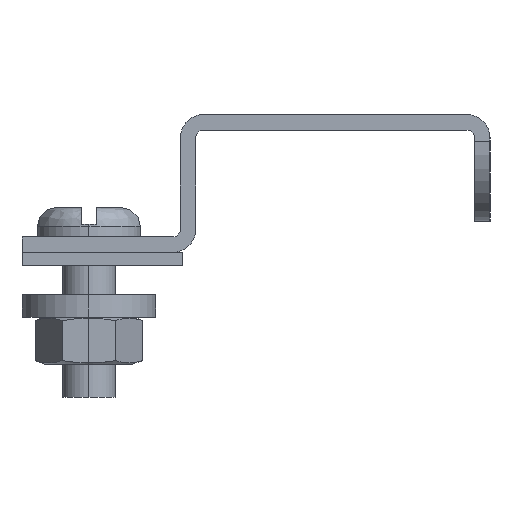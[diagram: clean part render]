
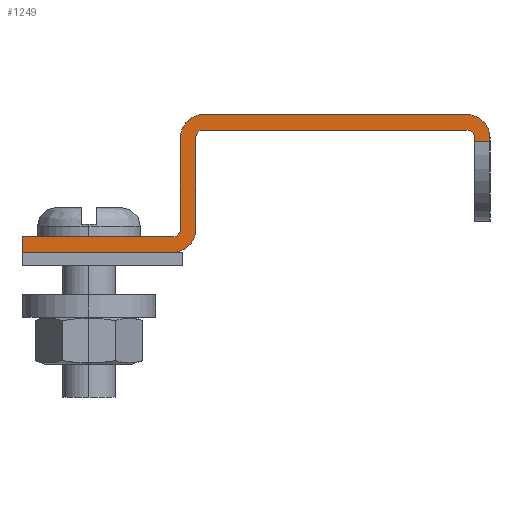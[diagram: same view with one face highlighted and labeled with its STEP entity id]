
A CAD part, left-side view. The second image highlights one B-rep face of the part: STEP entity #1249.
In plain terms, the highlighted planar face has unit normal (-1, 0, 0).
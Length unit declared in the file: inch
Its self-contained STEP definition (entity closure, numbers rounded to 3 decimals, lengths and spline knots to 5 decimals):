
#15 = DIRECTION ( 'NONE',  ( 0., 0., 1. ) ) ;
#48 = DIRECTION ( 'NONE',  ( 0., 0., 1. ) ) ;
#70 = CARTESIAN_POINT ( 'NONE',  ( -17.5, 0.3535, 0.464 ) ) ;
#109 = CARTESIAN_POINT ( 'NONE',  ( -17.5, 0.2455, 0.464 ) ) ;
#111 = LINE ( 'NONE', #2035, #2152 ) ;
#119 = VECTOR ( 'NONE', #1086, 39.37008 ) ;
#135 = CARTESIAN_POINT ( 'NONE',  ( -17.5, 0.3895, 0. ) ) ;
#156 = DIRECTION ( 'NONE',  ( 0., 0., -1. ) ) ;
#204 = CARTESIAN_POINT ( 'NONE',  ( -17.5, -1.094, 0.5095 ) ) ;
#214 = LINE ( 'NONE', #1225, #2082 ) ;
#217 = CARTESIAN_POINT ( 'NONE',  ( -17.5, -0.986, 0.464 ) ) ;
#224 = LINE ( 'NONE', #1931, #2232 ) ;
#242 = DIRECTION ( 'NONE',  ( -1., 0., 0. ) ) ;
#338 = FACE_OUTER_BOUND ( 'NONE', #834, .T. ) ;
#343 = LINE ( 'NONE', #1150, #2510 ) ;
#350 = VERTEX_POINT ( 'NONE', #2343 ) ;
#364 = EDGE_CURVE ( 'NONE', #2159, #1835, #414, .T. ) ;
#388 = DIRECTION ( 'NONE',  ( 0., 0., -1. ) ) ;
#389 = CARTESIAN_POINT ( 'NONE',  ( -17.5, -0.986, 0.5 ) ) ;
#414 = CIRCLE ( 'NONE', #2014, 0.108 ) ;
#450 = ORIENTED_EDGE ( 'NONE', *, *, #696, .T. ) ;
#465 = CIRCLE ( 'NONE', #2255, 0.036 ) ;
#507 = DIRECTION ( 'NONE',  ( 0., 0., -1. ) ) ;
#549 = VERTEX_POINT ( 'NONE', #2244 ) ;
#578 = DIRECTION ( 'NONE',  ( 0., -1., 0. ) ) ;
#589 = VECTOR ( 'NONE', #808, 39.37008 ) ;
#598 = DIRECTION ( 'NONE',  ( 0., 0., -1. ) ) ;
#601 = LINE ( 'NONE', #876, #119 ) ;
#603 = DIRECTION ( 'NONE',  ( 1., 0., 0. ) ) ;
#610 = ORIENTED_EDGE ( 'NONE', *, *, #1512, .T. ) ;
#630 = VERTEX_POINT ( 'NONE', #2092 ) ;
#634 = ORIENTED_EDGE ( 'NONE', *, *, #1059, .F. ) ;
#636 = EDGE_CURVE ( 'NONE', #2081, #657, #601, .T. ) ;
#642 = DIRECTION ( 'NONE',  ( 0., 0., -1. ) ) ;
#657 = VERTEX_POINT ( 'NONE', #1486 ) ;
#661 = ORIENTED_EDGE ( 'NONE', *, *, #681, .T. ) ;
#675 = CARTESIAN_POINT ( 'NONE',  ( -17.5, 0.2815, 0.464 ) ) ;
#681 = EDGE_CURVE ( 'NONE', #657, #2136, #1319, .T. ) ;
#691 = ORIENTED_EDGE ( 'NONE', *, *, #1675, .T. ) ;
#694 = VERTEX_POINT ( 'NONE', #135 ) ;
#696 = EDGE_CURVE ( 'NONE', #549, #694, #714, .T. ) ;
#698 = EDGE_CURVE ( 'NONE', #694, #350, #1099, .T. ) ;
#714 = CIRCLE ( 'NONE', #1428, 0.036 ) ;
#728 = AXIS2_PLACEMENT_3D ( 'NONE', #992, #2385, #388 ) ;
#747 = CARTESIAN_POINT ( 'NONE',  ( -17.5, 0.3895, 0.036 ) ) ;
#792 = EDGE_CURVE ( 'NONE', #630, #2159, #343, .T. ) ;
#804 = CARTESIAN_POINT ( 'NONE',  ( -17.5, -0.986, 0.464 ) ) ;
#806 = CARTESIAN_POINT ( 'NONE',  ( -17.5, -1.022, 0.464 ) ) ;
#808 = DIRECTION ( 'NONE',  ( 0., -1., 0. ) ) ;
#819 = PLANE ( 'NONE',  #1483 ) ;
#834 = EDGE_LOOP ( 'NONE', ( #634, #1178, #2378, #1843, #1433, #450, #886, #2485, #1157, #2291, #1856, #610, #2392, #691, #1311, #661 ) ) ;
#868 = VERTEX_POINT ( 'NONE', #675 ) ;
#876 = CARTESIAN_POINT ( 'NONE',  ( -17.5, -1.022, 0.5095 ) ) ;
#886 = ORIENTED_EDGE ( 'NONE', *, *, #698, .T. ) ;
#941 = DIRECTION ( 'NONE',  ( 1., 0., 0. ) ) ;
#942 = EDGE_CURVE ( 'NONE', #1292, #549, #224, .T. ) ;
#949 = CIRCLE ( 'NONE', #1371, 0.108 ) ;
#992 = CARTESIAN_POINT ( 'NONE',  ( -17.5, 0.2455, 0.464 ) ) ;
#1019 = CARTESIAN_POINT ( 'NONE',  ( -17.5, 0.2455, 0.5 ) ) ;
#1023 = CARTESIAN_POINT ( 'NONE',  ( -17.5, -1.094, 0.447 ) ) ;
#1055 = DIRECTION ( 'NONE',  ( 0., 1., 0. ) ) ;
#1059 = EDGE_CURVE ( 'NONE', #1915, #2136, #1944, .T. ) ;
#1086 = DIRECTION ( 'NONE',  ( 0., 0., -1. ) ) ;
#1089 = LINE ( 'NONE', #1444, #589 ) ;
#1099 = LINE ( 'NONE', #2351, #2165 ) ;
#1124 = EDGE_CURVE ( 'NONE', #1915, #1638, #949, .T. ) ;
#1143 = DIRECTION ( 'NONE',  ( 0., 1., 0. ) ) ;
#1150 = CARTESIAN_POINT ( 'NONE',  ( -17.5, 1.094, -0.072 ) ) ;
#1157 = ORIENTED_EDGE ( 'NONE', *, *, #792, .T. ) ;
#1172 = DIRECTION ( 'NONE',  ( 0., -1., 0. ) ) ;
#1178 = ORIENTED_EDGE ( 'NONE', *, *, #1124, .T. ) ;
#1188 = CARTESIAN_POINT ( 'NONE',  ( -17.5, -1.094, 0.464 ) ) ;
#1220 = CARTESIAN_POINT ( 'NONE',  ( -17.5, 1.094, 0.5 ) ) ;
#1225 = CARTESIAN_POINT ( 'NONE',  ( -17.5, 1.094, 0.5 ) ) ;
#1228 = VECTOR ( 'NONE', #15, 39.37008 ) ;
#1249 = ADVANCED_FACE ( 'NONE', ( #338 ), #819, .T. ) ;
#1292 = VERTEX_POINT ( 'NONE', #70 ) ;
#1311 = ORIENTED_EDGE ( 'NONE', *, *, #636, .T. ) ;
#1319 = LINE ( 'NONE', #1676, #1664 ) ;
#1371 = AXIS2_PLACEMENT_3D ( 'NONE', #804, #1768, #598 ) ;
#1427 = CARTESIAN_POINT ( 'NONE',  ( -17.5, 0.3895, -0.072 ) ) ;
#1428 = AXIS2_PLACEMENT_3D ( 'NONE', #747, #941, #2128 ) ;
#1432 = VERTEX_POINT ( 'NONE', #2075 ) ;
#1433 = ORIENTED_EDGE ( 'NONE', *, *, #942, .T. ) ;
#1444 = CARTESIAN_POINT ( 'NONE',  ( -17.5, -1.094, 0.5 ) ) ;
#1473 = VECTOR ( 'NONE', #2564, 39.37008 ) ;
#1483 = AXIS2_PLACEMENT_3D ( 'NONE', #1220, #242, #48 ) ;
#1486 = CARTESIAN_POINT ( 'NONE',  ( -17.5, -1.022, 0.447 ) ) ;
#1512 = EDGE_CURVE ( 'NONE', #868, #2130, #2543, .T. ) ;
#1585 = AXIS2_PLACEMENT_3D ( 'NONE', #109, #1677, #507 ) ;
#1614 = CARTESIAN_POINT ( 'NONE',  ( -17.5, 0.3895, 0.036 ) ) ;
#1638 = VERTEX_POINT ( 'NONE', #2526 ) ;
#1664 = VECTOR ( 'NONE', #2304, 39.37008 ) ;
#1675 = EDGE_CURVE ( 'NONE', #1879, #2081, #465, .T. ) ;
#1676 = CARTESIAN_POINT ( 'NONE',  ( -17.5, 1.094, 0.447 ) ) ;
#1677 = DIRECTION ( 'NONE',  ( 1., 0., 0. ) ) ;
#1680 = LINE ( 'NONE', #2220, #1228 ) ;
#1768 = DIRECTION ( 'NONE',  ( -1., 0., 0. ) ) ;
#1835 = VERTEX_POINT ( 'NONE', #2539 ) ;
#1843 = ORIENTED_EDGE ( 'NONE', *, *, #2250, .T. ) ;
#1856 = ORIENTED_EDGE ( 'NONE', *, *, #2055, .T. ) ;
#1879 = VERTEX_POINT ( 'NONE', #389 ) ;
#1915 = VERTEX_POINT ( 'NONE', #1188 ) ;
#1931 = CARTESIAN_POINT ( 'NONE',  ( -17.5, 0.3535, 0.5 ) ) ;
#1944 = LINE ( 'NONE', #204, #1473 ) ;
#2014 = AXIS2_PLACEMENT_3D ( 'NONE', #1614, #2020, #1172 ) ;
#2020 = DIRECTION ( 'NONE',  ( -1., 0., 0. ) ) ;
#2035 = CARTESIAN_POINT ( 'NONE',  ( -17.5, 1.094, 0.572 ) ) ;
#2055 = EDGE_CURVE ( 'NONE', #1835, #868, #1680, .T. ) ;
#2075 = CARTESIAN_POINT ( 'NONE',  ( -17.5, 0.2455, 0.572 ) ) ;
#2081 = VERTEX_POINT ( 'NONE', #806 ) ;
#2082 = VECTOR ( 'NONE', #642, 39.37008 ) ;
#2092 = CARTESIAN_POINT ( 'NONE',  ( -17.5, 1.094, -0.072 ) ) ;
#2124 = EDGE_CURVE ( 'NONE', #350, #630, #214, .T. ) ;
#2128 = DIRECTION ( 'NONE',  ( 0., -1., 0. ) ) ;
#2130 = VERTEX_POINT ( 'NONE', #1019 ) ;
#2136 = VERTEX_POINT ( 'NONE', #1023 ) ;
#2152 = VECTOR ( 'NONE', #1055, 39.37008 ) ;
#2159 = VERTEX_POINT ( 'NONE', #1427 ) ;
#2165 = VECTOR ( 'NONE', #1143, 39.37008 ) ;
#2220 = CARTESIAN_POINT ( 'NONE',  ( -17.5, 0.2815, 0.5 ) ) ;
#2232 = VECTOR ( 'NONE', #156, 39.37008 ) ;
#2244 = CARTESIAN_POINT ( 'NONE',  ( -17.5, 0.3535, 0.036 ) ) ;
#2250 = EDGE_CURVE ( 'NONE', #1432, #1292, #2380, .T. ) ;
#2255 = AXIS2_PLACEMENT_3D ( 'NONE', #217, #603, #2569 ) ;
#2291 = ORIENTED_EDGE ( 'NONE', *, *, #364, .T. ) ;
#2304 = DIRECTION ( 'NONE',  ( 0., -1., 0. ) ) ;
#2337 = EDGE_CURVE ( 'NONE', #1638, #1432, #111, .T. ) ;
#2343 = CARTESIAN_POINT ( 'NONE',  ( -17.5, 1.094, 0. ) ) ;
#2351 = CARTESIAN_POINT ( 'NONE',  ( -17.5, 1.094, 0. ) ) ;
#2361 = EDGE_CURVE ( 'NONE', #2130, #1879, #1089, .T. ) ;
#2378 = ORIENTED_EDGE ( 'NONE', *, *, #2337, .T. ) ;
#2380 = CIRCLE ( 'NONE', #728, 0.108 ) ;
#2385 = DIRECTION ( 'NONE',  ( -1., 0., 0. ) ) ;
#2392 = ORIENTED_EDGE ( 'NONE', *, *, #2361, .T. ) ;
#2485 = ORIENTED_EDGE ( 'NONE', *, *, #2124, .T. ) ;
#2510 = VECTOR ( 'NONE', #578, 39.37008 ) ;
#2526 = CARTESIAN_POINT ( 'NONE',  ( -17.5, -0.986, 0.572 ) ) ;
#2539 = CARTESIAN_POINT ( 'NONE',  ( -17.5, 0.2815, 0.036 ) ) ;
#2543 = CIRCLE ( 'NONE', #1585, 0.036 ) ;
#2564 = DIRECTION ( 'NONE',  ( 0., 0., -1. ) ) ;
#2569 = DIRECTION ( 'NONE',  ( 0., 0., -1. ) ) ;
